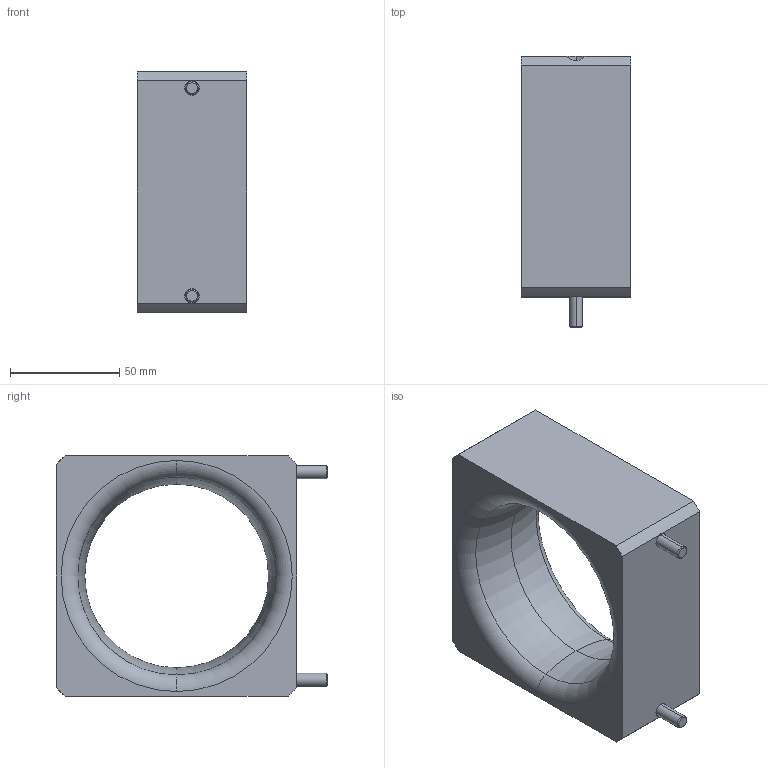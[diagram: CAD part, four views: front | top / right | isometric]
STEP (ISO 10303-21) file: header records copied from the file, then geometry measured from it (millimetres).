
FILE_DESCRIPTION (( 'STEP AP214' ), '1' );
FILE_NAME ('P8204.STEP', '2021-08-18T10:37:03', ( '' ), ( '' ), 'SwSTEP 2.0', 'SolidWorks 2019', '' );
FILE_SCHEMA (( 'AUTOMOTIVE_DESIGN' ));
Length unit declared in the file: millimetre
Products named in the file (1): P8204
Bounding box: 50 x 124 x 110 mm (x, y, z)
Volume: 294583.9 mm3; surface area: 54595.9 mm2
Topology: 3 solids, 3 shells, 64 faces, 148 edges, 94 vertices
Faces by surface type: plane 28, cylinder 20, torus 12, cone 4
Entity records: 2646 total; most frequent: CARTESIAN_POINT 363, DIRECTION 344, ORIENTED_EDGE 296, EDGE_CURVE 148, AXIS2_PLACEMENT_3D 135, VERTEX_POINT 94, VECTOR 74, EDGE_LOOP 74
